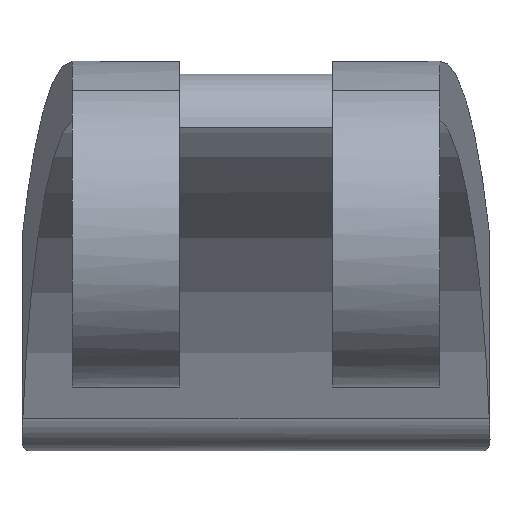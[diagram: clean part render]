
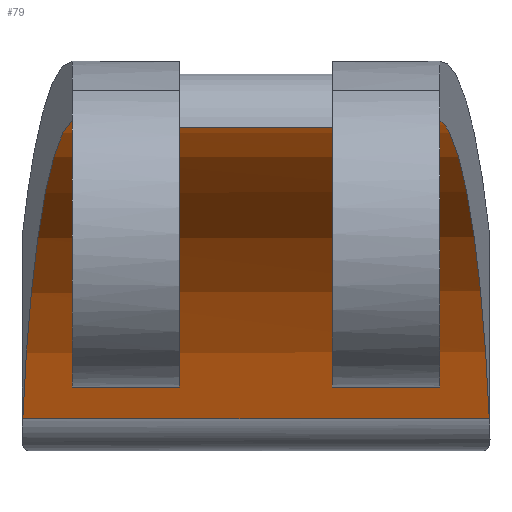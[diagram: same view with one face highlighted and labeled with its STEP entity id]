
A CAD part, top view. The second image highlights one B-rep face of the part: STEP entity #79.
In plain terms, the highlighted cylindrical face has radius 35.56 mm (diameter 71.12 mm), a partial arc.
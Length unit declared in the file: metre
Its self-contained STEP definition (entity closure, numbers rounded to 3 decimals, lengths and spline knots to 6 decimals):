
#79 = ADVANCED_FACE( '', ( #158 ), #159, .F. );
#158 = FACE_OUTER_BOUND( '', #228, .T. );
#159 = CYLINDRICAL_SURFACE( '', #229, 0.03556 );
#228 = EDGE_LOOP( '', ( #385, #386, #387, #388, #389, #390, #391, #392, #393 ) );
#229 = AXIS2_PLACEMENT_3D( '', #394, #395, #396 );
#385 = ORIENTED_EDGE( '', *, *, #451, .T. );
#386 = ORIENTED_EDGE( '', *, *, #459, .T. );
#387 = ORIENTED_EDGE( '', *, *, #424, .T. );
#388 = ORIENTED_EDGE( '', *, *, #449, .F. );
#389 = ORIENTED_EDGE( '', *, *, #456, .T. );
#390 = ORIENTED_EDGE( '', *, *, #430, .T. );
#391 = ORIENTED_EDGE( '', *, *, #399, .T. );
#392 = ORIENTED_EDGE( '', *, *, #421, .T. );
#393 = ORIENTED_EDGE( '', *, *, #434, .F. );
#394 = CARTESIAN_POINT( '', ( 0.020319, -0.02594, -0.005458 ) );
#395 = DIRECTION( '', ( 1., 0., 0. ) );
#396 = DIRECTION( '', ( 0., 0., 1. ) );
#399 = EDGE_CURVE( '', #464, #465, #466, .T. );
#421 = EDGE_CURVE( '', #465, #501, #503, .T. );
#424 = EDGE_CURVE( '', #507, #505, #508, .T. );
#430 = EDGE_CURVE( '', #516, #464, #517, .T. );
#434 = EDGE_CURVE( '', #520, #501, #522, .T. );
#449 = EDGE_CURVE( '', #541, #505, #543, .T. );
#451 = EDGE_CURVE( '', #520, #530, #545, .T. );
#456 = EDGE_CURVE( '', #541, #516, #550, .T. );
#459 = EDGE_CURVE( '', #530, #507, #553, .T. );
#464 = VERTEX_POINT( '', #558 );
#465 = VERTEX_POINT( '', #559 );
#466 = CIRCLE( '', #560, 0.03556 );
#501 = VERTEX_POINT( '', #682 );
#503 = LINE( '', #684, #685 );
#505 = VERTEX_POINT( '', #687 );
#507 = VERTEX_POINT( '', #689 );
#508 = ELLIPSE( '', #690, 0.035877, 0.03556 );
#516 = VERTEX_POINT( '', #733 );
#517 = LINE( '', #734, #735 );
#520 = VERTEX_POINT( '', #770 );
#522 = CIRCLE( '', #772, 0.03556 );
#530 = VERTEX_POINT( '', #813 );
#541 = VERTEX_POINT( '', #909 );
#543 = LINE( '', #911, #912 );
#545 = LINE( '', #914, #915 );
#550 = ELLIPSE( '', #921, 0.035872, 0.03556 );
#553 = CIRCLE( '', #924, 0.03556 );
#558 = CARTESIAN_POINT( '', ( 0.00635, 0.009496, -0.008433 ) );
#559 = CARTESIAN_POINT( '', ( 0.00635, 0.008875, -0.0127 ) );
#560 = AXIS2_PLACEMENT_3D( '', #929, #930, #931 );
#682 = CARTESIAN_POINT( '', ( -0.00635, 0.008876, -0.0127 ) );
#684 = CARTESIAN_POINT( '', ( 0.02032, 0.008875, -0.0127 ) );
#685 = VECTOR( '', #965, 1. );
#687 = CARTESIAN_POINT( '', ( -0.019348, -0.015239, -0.03937 ) );
#689 = CARTESIAN_POINT( '', ( -0.01524, 0.009474, -0.008696 ) );
#690 = AXIS2_PLACEMENT_3D( '', #969, #970, #971 );
#733 = CARTESIAN_POINT( '', ( 0.015244, 0.009496, -0.008433 ) );
#734 = CARTESIAN_POINT( '', ( 0.02032, 0.009495, -0.008433 ) );
#735 = VECTOR( '', #975, 1. );
#770 = CARTESIAN_POINT( '', ( -0.00635, 0.009497, -0.008433 ) );
#772 = AXIS2_PLACEMENT_3D( '', #979, #980, #981 );
#813 = CARTESIAN_POINT( '', ( -0.01524, 0.009497, -0.008433 ) );
#909 = CARTESIAN_POINT( '', ( 0.019355, -0.015241, -0.03937 ) );
#911 = CARTESIAN_POINT( '', ( 0.020319, -0.015241, -0.03937 ) );
#912 = VECTOR( '', #988, 1. );
#914 = CARTESIAN_POINT( '', ( 0.02032, 0.009495, -0.008433 ) );
#915 = VECTOR( '', #989, 1. );
#921 = AXIS2_PLACEMENT_3D( '', #990, #991, #992 );
#924 = AXIS2_PLACEMENT_3D( '', #993, #994, #995 );
#929 = CARTESIAN_POINT( '', ( 0.006349, -0.025939, -0.005458 ) );
#930 = DIRECTION( '', ( -1., 0., 0. ) );
#931 = DIRECTION( '', ( 0., 0., 1. ) );
#965 = DIRECTION( '', ( -1., 0., 0. ) );
#969 = CARTESIAN_POINT( '', ( -0.014806, -0.025938, -0.005458 ) );
#970 = DIRECTION( '', ( -0.991, 0., 0.133 ) );
#971 = DIRECTION( '', ( -0.133, 0., -0.991 ) );
#975 = DIRECTION( '', ( -1., 0., 0. ) );
#979 = CARTESIAN_POINT( '', ( -0.006351, -0.025939, -0.005458 ) );
#980 = DIRECTION( '', ( -1., 0., 0. ) );
#981 = DIRECTION( '', ( 0., 0., 1. ) );
#988 = DIRECTION( '', ( -1., 0., 0. ) );
#989 = DIRECTION( '', ( -1., 0., 0. ) );
#990 = CARTESIAN_POINT( '', ( 0.014852, -0.02594, -0.005458 ) );
#991 = DIRECTION( '', ( 0.991, 0., 0.132 ) );
#992 = DIRECTION( '', ( -0.132, 0., 0.991 ) );
#993 = CARTESIAN_POINT( '', ( -0.01524, -0.025938, -0.005458 ) );
#994 = DIRECTION( '', ( -1., 0., 0. ) );
#995 = DIRECTION( '', ( 0., 1., 0. ) );
